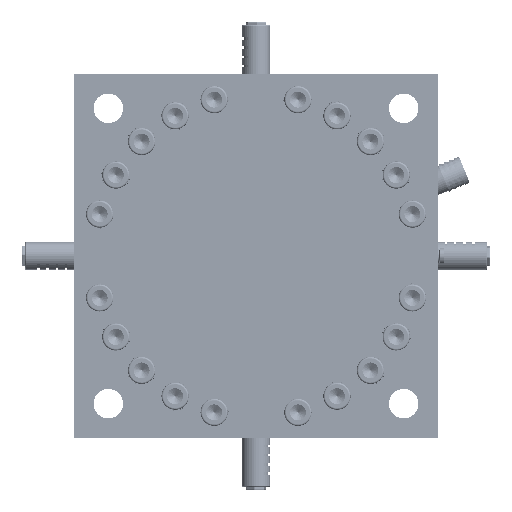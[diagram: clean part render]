
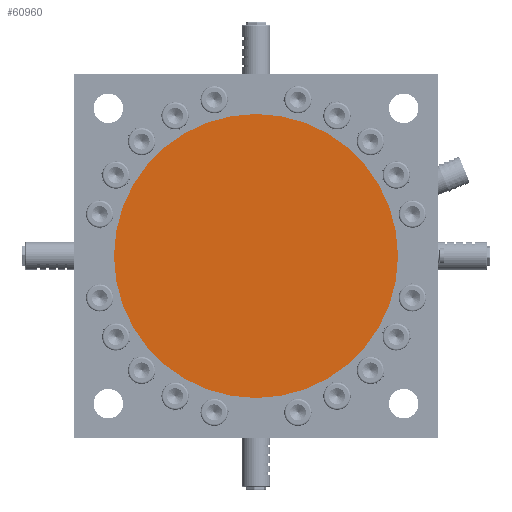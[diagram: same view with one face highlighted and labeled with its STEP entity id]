
A CAD part, front view. The second image highlights one B-rep face of the part: STEP entity #60960.
In plain terms, the highlighted planar face has unit normal (0, -1, 0).
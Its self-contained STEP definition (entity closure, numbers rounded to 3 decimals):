
#12226 = PLANE ( 'NONE',  #113889 ) ;
#30183 = DIRECTION ( 'NONE',  ( 0., -1., 0. ) ) ;
#31847 = CARTESIAN_POINT ( 'NONE',  ( 0., -39., 0. ) ) ;
#40929 = DIRECTION ( 'NONE',  ( 0., 0., -1. ) ) ;
#49075 = CIRCLE ( 'NONE', #137939, 125. ) ;
#60960 = ADVANCED_FACE ( 'NONE', ( #80603 ), #12226, .T. ) ;
#69471 = DIRECTION ( 'NONE',  ( 0., 0., -1. ) ) ;
#80603 = FACE_OUTER_BOUND ( 'NONE', #141581, .T. ) ;
#84936 = EDGE_CURVE ( 'NONE', #140683, #203858, #244207, .T. ) ;
#87372 = CARTESIAN_POINT ( 'NONE',  ( 0., -39., 0. ) ) ;
#113889 = AXIS2_PLACEMENT_3D ( 'NONE', #31847, #30183, #69471 ) ;
#127658 = AXIS2_PLACEMENT_3D ( 'NONE', #87372, #185538, #243755 ) ;
#137939 = AXIS2_PLACEMENT_3D ( 'NONE', #197304, #215227, #40929 ) ;
#140683 = VERTEX_POINT ( 'NONE', #153865 ) ;
#141581 = EDGE_LOOP ( 'NONE', ( #149530, #144015 ) ) ;
#144015 = ORIENTED_EDGE ( 'NONE', *, *, #84936, .T. ) ;
#149530 = ORIENTED_EDGE ( 'NONE', *, *, #201174, .T. ) ;
#153865 = CARTESIAN_POINT ( 'NONE',  ( 0., -39., 125. ) ) ;
#157091 = CARTESIAN_POINT ( 'NONE',  ( 0., -39., -125. ) ) ;
#185538 = DIRECTION ( 'NONE',  ( 0., -1., 0. ) ) ;
#197304 = CARTESIAN_POINT ( 'NONE',  ( 0., -39., 0. ) ) ;
#201174 = EDGE_CURVE ( 'NONE', #203858, #140683, #49075, .T. ) ;
#203858 = VERTEX_POINT ( 'NONE', #157091 ) ;
#215227 = DIRECTION ( 'NONE',  ( 0., -1., 0. ) ) ;
#243755 = DIRECTION ( 'NONE',  ( 0., 0., -1. ) ) ;
#244207 = CIRCLE ( 'NONE', #127658, 125. ) ;
